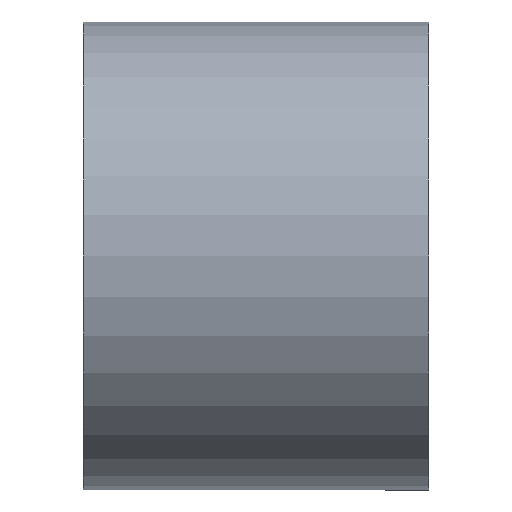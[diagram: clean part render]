
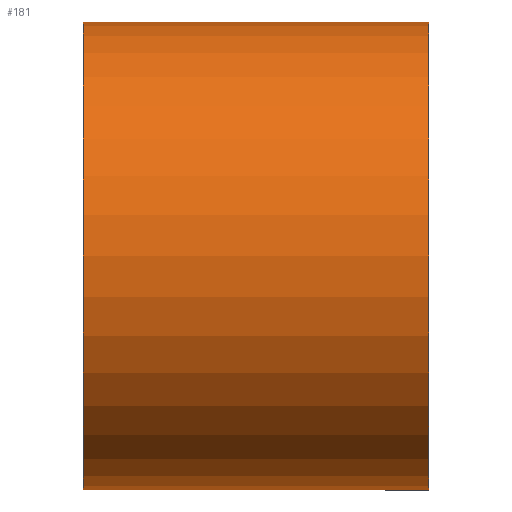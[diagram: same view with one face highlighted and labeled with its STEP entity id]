
A CAD part, front view. The second image highlights one B-rep face of the part: STEP entity #181.
In plain terms, the highlighted cylindrical face has radius 1 mm (diameter 2 mm), a partial arc.
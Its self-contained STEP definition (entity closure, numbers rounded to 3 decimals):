
#3 = DIRECTION ( 'NONE',  ( -1., 0., 0. ) ) ;
#8 = AXIS2_PLACEMENT_3D ( 'NONE', #104, #60, #125 ) ;
#13 = CIRCLE ( 'NONE', #202, 1. ) ;
#17 = DIRECTION ( 'NONE',  ( -1., 0., 0. ) ) ;
#18 = ORIENTED_EDGE ( 'NONE', *, *, #128, .F. ) ;
#39 = DIRECTION ( 'NONE',  ( -1., 0., 0. ) ) ;
#42 = VERTEX_POINT ( 'NONE', #230 ) ;
#44 = LINE ( 'NONE', #183, #95 ) ;
#50 = AXIS2_PLACEMENT_3D ( 'NONE', #102, #162, #218 ) ;
#58 = DIRECTION ( 'NONE',  ( 0., 0., 1. ) ) ;
#60 = DIRECTION ( 'NONE',  ( -1., 0., 0. ) ) ;
#64 = CYLINDRICAL_SURFACE ( 'NONE', #204, 1. ) ;
#68 = CIRCLE ( 'NONE', #50, 1. ) ;
#69 = DIRECTION ( 'NONE',  ( -1., 0., 0. ) ) ;
#70 = CARTESIAN_POINT ( 'NONE',  ( 5.252, 2.261, 0. ) ) ;
#76 = VERTEX_POINT ( 'NONE', #209 ) ;
#78 = EDGE_CURVE ( 'NONE', #42, #182, #44, .T. ) ;
#80 = DIRECTION ( 'NONE',  ( 0., 0., 1. ) ) ;
#83 = CARTESIAN_POINT ( 'NONE',  ( 6.728, 2.261, 0. ) ) ;
#84 = ORIENTED_EDGE ( 'NONE', *, *, #78, .F. ) ;
#95 = VECTOR ( 'NONE', #184, 1000. ) ;
#97 = EDGE_CURVE ( 'NONE', #42, #117, #13, .T. ) ;
#99 = CIRCLE ( 'NONE', #213, 1. ) ;
#102 = CARTESIAN_POINT ( 'NONE',  ( 6.728, 3.261, 0. ) ) ;
#104 = CARTESIAN_POINT ( 'NONE',  ( 5.252, 3.261, 0. ) ) ;
#113 = EDGE_CURVE ( 'NONE', #182, #115, #99, .T. ) ;
#115 = VERTEX_POINT ( 'NONE', #70 ) ;
#117 = VERTEX_POINT ( 'NONE', #83 ) ;
#125 = DIRECTION ( 'NONE',  ( 0., 0., 1. ) ) ;
#127 = ORIENTED_EDGE ( 'NONE', *, *, #169, .T. ) ;
#128 = EDGE_CURVE ( 'NONE', #115, #76, #229, .T. ) ;
#134 = ORIENTED_EDGE ( 'NONE', *, *, #113, .F. ) ;
#142 = DIRECTION ( 'NONE',  ( 0., 0., 1. ) ) ;
#149 = EDGE_CURVE ( 'NONE', #117, #205, #68, .T. ) ;
#162 = DIRECTION ( 'NONE',  ( -1., 0., 0. ) ) ;
#164 = CARTESIAN_POINT ( 'NONE',  ( 5.306, 3.261, 1. ) ) ;
#165 = CARTESIAN_POINT ( 'NONE',  ( 6.728, 3.261, 0. ) ) ;
#168 = CARTESIAN_POINT ( 'NONE',  ( 6.728, 3.261, 1. ) ) ;
#169 = EDGE_CURVE ( 'NONE', #205, #76, #222, .T. ) ;
#181 = ADVANCED_FACE ( 'NONE', ( #225 ), #64, .T. ) ;
#182 = VERTEX_POINT ( 'NONE', #188 ) ;
#183 = CARTESIAN_POINT ( 'NONE',  ( 5.306, 3.261, -1. ) ) ;
#184 = DIRECTION ( 'NONE',  ( -1., 0., 0. ) ) ;
#188 = CARTESIAN_POINT ( 'NONE',  ( 5.252, 3.261, -1. ) ) ;
#189 = EDGE_LOOP ( 'NONE', ( #84, #217, #223, #127, #18, #134 ) ) ;
#199 = CARTESIAN_POINT ( 'NONE',  ( 5.252, 3.261, 0. ) ) ;
#202 = AXIS2_PLACEMENT_3D ( 'NONE', #165, #69, #142 ) ;
#204 = AXIS2_PLACEMENT_3D ( 'NONE', #215, #17, #58 ) ;
#205 = VERTEX_POINT ( 'NONE', #168 ) ;
#206 = VECTOR ( 'NONE', #39, 1000. ) ;
#209 = CARTESIAN_POINT ( 'NONE',  ( 5.252, 3.261, 1. ) ) ;
#213 = AXIS2_PLACEMENT_3D ( 'NONE', #199, #3, #80 ) ;
#215 = CARTESIAN_POINT ( 'NONE',  ( 5.306, 3.261, 0. ) ) ;
#217 = ORIENTED_EDGE ( 'NONE', *, *, #97, .T. ) ;
#218 = DIRECTION ( 'NONE',  ( 0., 0., 1. ) ) ;
#222 = LINE ( 'NONE', #164, #206 ) ;
#223 = ORIENTED_EDGE ( 'NONE', *, *, #149, .T. ) ;
#225 = FACE_OUTER_BOUND ( 'NONE', #189, .T. ) ;
#229 = CIRCLE ( 'NONE', #8, 1. ) ;
#230 = CARTESIAN_POINT ( 'NONE',  ( 6.728, 3.261, -1. ) ) ;
